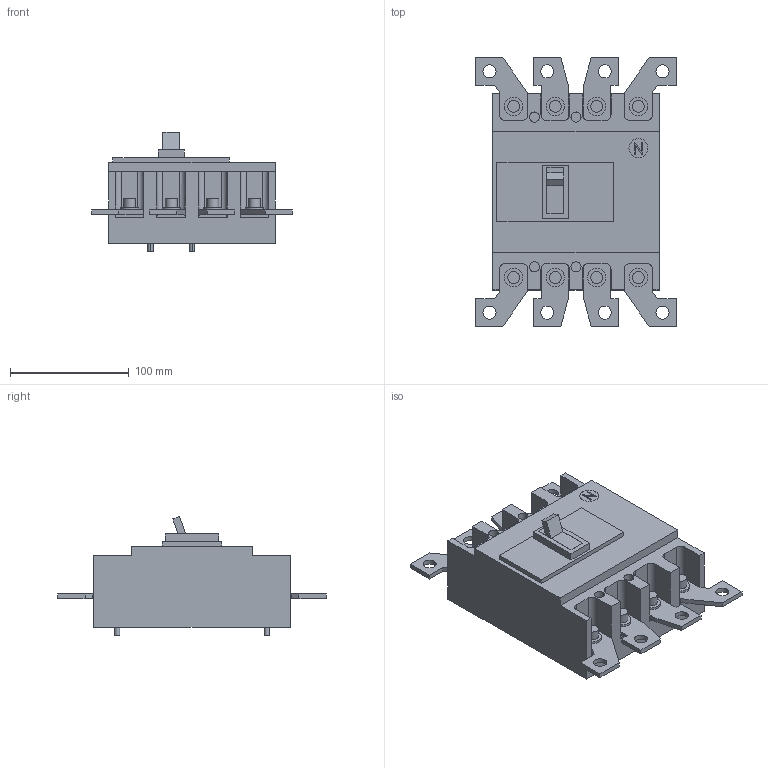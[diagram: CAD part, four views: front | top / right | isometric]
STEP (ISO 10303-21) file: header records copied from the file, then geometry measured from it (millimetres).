
FILE_DESCRIPTION(('CoCreate Modeling STEP Export'),'2;1');
FILE_NAME('Ｓ２５０ＳＦ４ＦＢ.stp','2012-03-23T15:29:47',(''),(''),'CoCreate Modeling STEP processor for AP214 (Solid Model)','CoCreate Modeling 17.0 01-Apr-2010 (C) Parametric Technology GmbH','');
FILE_SCHEMA(('AUTOMOTIVE_DESIGN { 1 0 10303 214 1 1 1 1 }'));
Length unit declared in the file: millimetre
Products named in the file (5): p2.5; p1; p3.5; p4.2; Ｓ２５０ＳＦ４ＦＢ
Assembly tree (21 placements, depth 2):
  Ｓ２５０ＳＦ４ＦＢ
    p2.5  x8
    p4.2  x4
    p3.5  x8
    p1
Bounding box: 169 x 226 x 100.13 mm (x, y, z)
Volume: 1418563.3 mm3; surface area: 151089.1 mm2
Topology: 21 solids, 21 shells, 435 faces, 1064 edges, 708 vertices
Faces by surface type: plane 257, cylinder 178
Entity records: 8823 total; most frequent: ORIENTED_EDGE 1468, CARTESIAN_POINT 1324, DIRECTION 1202, EDGE_CURVE 734, VERTEX_POINT 488, VECTOR 470, LINE 470, AXIS2_PLACEMENT_3D 366
